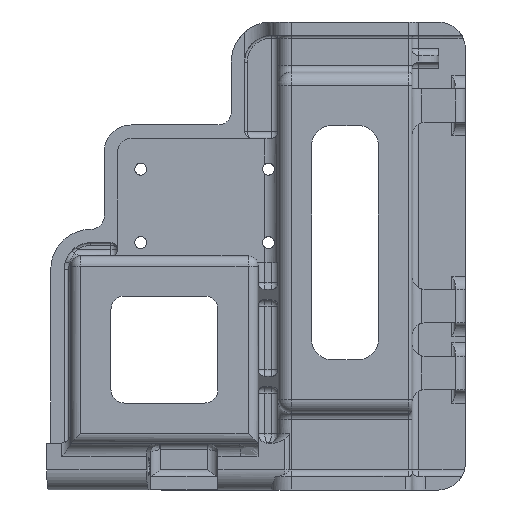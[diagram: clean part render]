
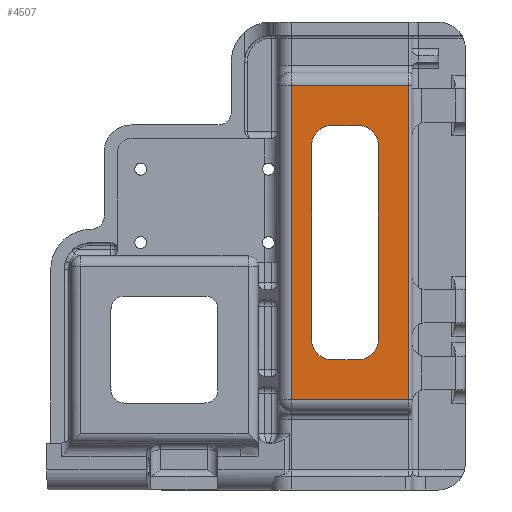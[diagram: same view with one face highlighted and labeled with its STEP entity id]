
A CAD part, front view. The second image highlights one B-rep face of the part: STEP entity #4507.
In plain terms, the highlighted planar face has unit normal (0, -1, 0).
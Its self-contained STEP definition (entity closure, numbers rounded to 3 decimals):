
#307 = CARTESIAN_POINT ( 'NONE',  ( -23., -16., 22.5 ) ) ;
#405 = CARTESIAN_POINT ( 'NONE',  ( -23., -16., 51.5 ) ) ;
#463 = DIRECTION ( 'NONE',  ( 0., 0., 1. ) ) ;
#813 = LINE ( 'NONE', #13204, #6197 ) ;
#849 = CARTESIAN_POINT ( 'NONE',  ( -13., -16., 22.5 ) ) ;
#863 = CARTESIAN_POINT ( 'NONE',  ( -20., -16., 19.5 ) ) ;
#912 = VECTOR ( 'NONE', #6877, 1000. ) ;
#1017 = ORIENTED_EDGE ( 'NONE', *, *, #7798, .T. ) ;
#1056 = CIRCLE ( 'NONE', #10326, 3. ) ;
#1070 = LINE ( 'NONE', #7476, #11954 ) ;
#1234 = EDGE_CURVE ( 'NONE', #13001, #5005, #6975, .T. ) ;
#1280 = VERTEX_POINT ( 'NONE', #1345 ) ;
#1292 = CARTESIAN_POINT ( 'NONE',  ( -8.5, -16., 13.5 ) ) ;
#1345 = CARTESIAN_POINT ( 'NONE',  ( -13., -16., 51.5 ) ) ;
#1481 = ORIENTED_EDGE ( 'NONE', *, *, #1234, .F. ) ;
#1512 = VERTEX_POINT ( 'NONE', #1668 ) ;
#1622 = VECTOR ( 'NONE', #8033, 1000. ) ;
#1668 = CARTESIAN_POINT ( 'NONE',  ( -16., -16., 19.5 ) ) ;
#1691 = ORIENTED_EDGE ( 'NONE', *, *, #2274, .T. ) ;
#2019 = CARTESIAN_POINT ( 'NONE',  ( -26., -16., 13.5 ) ) ;
#2032 = DIRECTION ( 'NONE',  ( 1., 0., 0. ) ) ;
#2199 = CARTESIAN_POINT ( 'NONE',  ( -20., -16., 54.5 ) ) ;
#2274 = EDGE_CURVE ( 'NONE', #4537, #7023, #1070, .T. ) ;
#2379 = VECTOR ( 'NONE', #4828, 1000. ) ;
#2543 = DIRECTION ( 'NONE',  ( 1., 0., 0. ) ) ;
#2713 = LINE ( 'NONE', #9132, #2379 ) ;
#3065 = EDGE_CURVE ( 'NONE', #4116, #5675, #12166, .T. ) ;
#3182 = AXIS2_PLACEMENT_3D ( 'NONE', #12086, #11048, #463 ) ;
#3272 = LINE ( 'NONE', #11685, #6297 ) ;
#3408 = VECTOR ( 'NONE', #8450, 1000. ) ;
#3587 = LINE ( 'NONE', #13268, #912 ) ;
#3595 = LINE ( 'NONE', #9959, #11965 ) ;
#3658 = EDGE_CURVE ( 'NONE', #7023, #7429, #10839, .T. ) ;
#3851 = VERTEX_POINT ( 'NONE', #5002 ) ;
#3937 = LINE ( 'NONE', #12687, #3408 ) ;
#3947 = DIRECTION ( 'NONE',  ( 0., 0., -1. ) ) ;
#4037 = CARTESIAN_POINT ( 'NONE',  ( -16., -16., 22.5 ) ) ;
#4116 = VERTEX_POINT ( 'NONE', #307 ) ;
#4228 = DIRECTION ( 'NONE',  ( 0., -1., 0. ) ) ;
#4479 = EDGE_CURVE ( 'NONE', #1512, #12410, #8664, .T. ) ;
#4507 = ADVANCED_FACE ( 'NONE', ( #8508, #11676 ), #10638, .T. ) ;
#4537 = VERTEX_POINT ( 'NONE', #2019 ) ;
#4547 = DIRECTION ( 'NONE',  ( 0., -1., 0. ) ) ;
#4630 = CARTESIAN_POINT ( 'NONE',  ( -20., -16., 51.5 ) ) ;
#4776 = ORIENTED_EDGE ( 'NONE', *, *, #8546, .F. ) ;
#4828 = DIRECTION ( 'NONE',  ( -1., 0., 0. ) ) ;
#5002 = CARTESIAN_POINT ( 'NONE',  ( -26., -16., 60.5 ) ) ;
#5005 = VERTEX_POINT ( 'NONE', #405 ) ;
#5072 = DIRECTION ( 'NONE',  ( 0., -1., 0. ) ) ;
#5193 = DIRECTION ( 'NONE',  ( 0., 0., -1. ) ) ;
#5233 = AXIS2_PLACEMENT_3D ( 'NONE', #4630, #4547, #5608 ) ;
#5341 = ORIENTED_EDGE ( 'NONE', *, *, #5422, .F. ) ;
#5422 = EDGE_CURVE ( 'NONE', #5005, #4116, #3595, .T. ) ;
#5608 = DIRECTION ( 'NONE',  ( 0., 0., -1. ) ) ;
#5667 = ORIENTED_EDGE ( 'NONE', *, *, #3658, .T. ) ;
#5675 = VERTEX_POINT ( 'NONE', #863 ) ;
#5683 = ORIENTED_EDGE ( 'NONE', *, *, #3065, .F. ) ;
#6197 = VECTOR ( 'NONE', #2543, 1000. ) ;
#6297 = VECTOR ( 'NONE', #5193, 1000. ) ;
#6382 = DIRECTION ( 'NONE',  ( 0., 0., -1. ) ) ;
#6428 = CARTESIAN_POINT ( 'NONE',  ( -28., -16., -25.612 ) ) ;
#6503 = CARTESIAN_POINT ( 'NONE',  ( -8.5, -16., 60.5 ) ) ;
#6536 = ORIENTED_EDGE ( 'NONE', *, *, #13739, .F. ) ;
#6877 = DIRECTION ( 'NONE',  ( -1., 0., 0. ) ) ;
#6975 = CIRCLE ( 'NONE', #5233, 3. ) ;
#7023 = VERTEX_POINT ( 'NONE', #1292 ) ;
#7059 = CARTESIAN_POINT ( 'NONE',  ( -8.5, -16., -25.612 ) ) ;
#7079 = ORIENTED_EDGE ( 'NONE', *, *, #7618, .T. ) ;
#7345 = CARTESIAN_POINT ( 'NONE',  ( -16., -16., 54.5 ) ) ;
#7404 = ORIENTED_EDGE ( 'NONE', *, *, #4479, .F. ) ;
#7429 = VERTEX_POINT ( 'NONE', #6503 ) ;
#7476 = CARTESIAN_POINT ( 'NONE',  ( -28., -16., 13.5 ) ) ;
#7542 = EDGE_LOOP ( 'NONE', ( #1691, #5667, #7079, #1017 ) ) ;
#7618 = EDGE_CURVE ( 'NONE', #7429, #3851, #3587, .T. ) ;
#7700 = ORIENTED_EDGE ( 'NONE', *, *, #8152, .F. ) ;
#7798 = EDGE_CURVE ( 'NONE', #3851, #4537, #3272, .T. ) ;
#8033 = DIRECTION ( 'NONE',  ( 0., 0., 1. ) ) ;
#8152 = EDGE_CURVE ( 'NONE', #12410, #1280, #3937, .T. ) ;
#8245 = DIRECTION ( 'NONE',  ( 0., 0., -1. ) ) ;
#8450 = DIRECTION ( 'NONE',  ( 0., 0., 1. ) ) ;
#8508 = FACE_BOUND ( 'NONE', #13220, .T. ) ;
#8546 = EDGE_CURVE ( 'NONE', #1280, #12386, #1056, .T. ) ;
#8664 = CIRCLE ( 'NONE', #12789, 3. ) ;
#8755 = ORIENTED_EDGE ( 'NONE', *, *, #9335, .F. ) ;
#9132 = CARTESIAN_POINT ( 'NONE',  ( -16., -16., 54.5 ) ) ;
#9335 = EDGE_CURVE ( 'NONE', #12386, #13001, #2713, .T. ) ;
#9959 = CARTESIAN_POINT ( 'NONE',  ( -23., -16., 22.5 ) ) ;
#10326 = AXIS2_PLACEMENT_3D ( 'NONE', #11455, #5072, #8245 ) ;
#10638 = PLANE ( 'NONE',  #12707 ) ;
#10839 = LINE ( 'NONE', #7059, #1622 ) ;
#11048 = DIRECTION ( 'NONE',  ( 0., -1., 0. ) ) ;
#11455 = CARTESIAN_POINT ( 'NONE',  ( -16., -16., 51.5 ) ) ;
#11676 = FACE_OUTER_BOUND ( 'NONE', #7542, .T. ) ;
#11685 = CARTESIAN_POINT ( 'NONE',  ( -26., -16., -25.612 ) ) ;
#11751 = DIRECTION ( 'NONE',  ( 0., 0., -1. ) ) ;
#11954 = VECTOR ( 'NONE', #2032, 1000. ) ;
#11965 = VECTOR ( 'NONE', #11751, 1000. ) ;
#12086 = CARTESIAN_POINT ( 'NONE',  ( -20., -16., 22.5 ) ) ;
#12166 = CIRCLE ( 'NONE', #3182, 3. ) ;
#12386 = VERTEX_POINT ( 'NONE', #7345 ) ;
#12410 = VERTEX_POINT ( 'NONE', #849 ) ;
#12602 = DIRECTION ( 'NONE',  ( 0., -1., 0. ) ) ;
#12687 = CARTESIAN_POINT ( 'NONE',  ( -13., -16., 22.5 ) ) ;
#12707 = AXIS2_PLACEMENT_3D ( 'NONE', #6428, #4228, #6382 ) ;
#12789 = AXIS2_PLACEMENT_3D ( 'NONE', #4037, #12602, #3947 ) ;
#13001 = VERTEX_POINT ( 'NONE', #2199 ) ;
#13204 = CARTESIAN_POINT ( 'NONE',  ( -16., -16., 19.5 ) ) ;
#13220 = EDGE_LOOP ( 'NONE', ( #1481, #8755, #4776, #7700, #7404, #6536, #5683, #5341 ) ) ;
#13268 = CARTESIAN_POINT ( 'NONE',  ( -28., -16., 60.5 ) ) ;
#13739 = EDGE_CURVE ( 'NONE', #5675, #1512, #813, .T. ) ;
